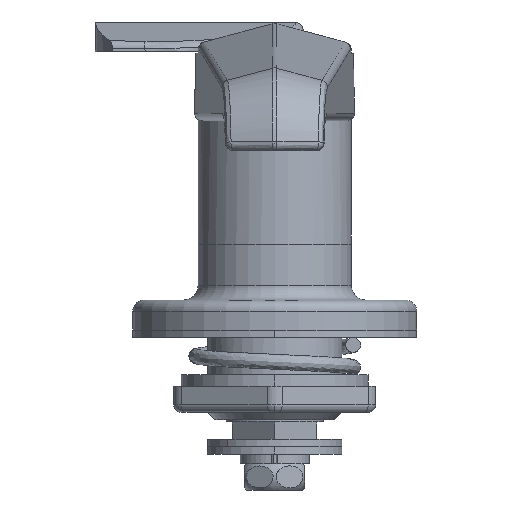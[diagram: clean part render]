
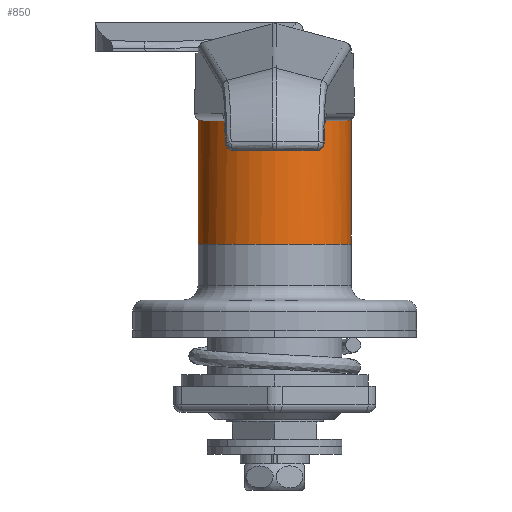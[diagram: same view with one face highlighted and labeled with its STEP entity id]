
A CAD part, front view. The second image highlights one B-rep face of the part: STEP entity #850.
In plain terms, the highlighted cylindrical face has radius 10.25 mm (diameter 20.5 mm), a partial arc.
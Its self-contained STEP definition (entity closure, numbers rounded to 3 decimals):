
#517 = LINE ( 'NONE', #518, #8344 ) ;
#518 = CARTESIAN_POINT ( 'NONE',  ( 10.25, 0., 2. ) ) ;
#519 = DIRECTION ( 'NONE',  ( 0., 0., 1. ) ) ;
#538 = LINE ( 'NONE', #539, #8346 ) ;
#539 = CARTESIAN_POINT ( 'NONE',  ( -10.25, 0., 2. ) ) ;
#540 = DIRECTION ( 'NONE',  ( 0., 0., 1. ) ) ;
#593 = CIRCLE ( 'NONE', #6280, 10.25 ) ;
#850 = ADVANCED_FACE ( 'NONE', ( #6205 ), #6206, .T. ) ;
#887 = CIRCLE ( 'NONE', #5986, 10.25 ) ;
#2402 = EDGE_LOOP ( 'NONE', ( #12562, #12563, #12561, #12565, #12564, #12566, #12567, #12568 ) ) ;
#2836 = CARTESIAN_POINT ( 'NONE',  ( 0., 0., 2. ) ) ;
#2837 = DIRECTION ( 'NONE',  ( 0., 0., 1. ) ) ;
#2838 = DIRECTION ( 'NONE',  ( 1., 0., 0. ) ) ;
#2963 = CARTESIAN_POINT ( 'NONE',  ( 10.25, 0., -16.5 ) ) ;
#2989 = CARTESIAN_POINT ( 'NONE',  ( 10.238, -0.496, 0.175 ) ) ;
#2994 = CARTESIAN_POINT ( 'NONE',  ( -10.238, -0.496, 0.175 ) ) ;
#3025 = CARTESIAN_POINT ( 'NONE',  ( 10.25, 0., 0.165 ) ) ;
#3060 = CARTESIAN_POINT ( 'NONE',  ( -10.25, 0., 0.165 ) ) ;
#3224 = CARTESIAN_POINT ( 'NONE',  ( -10.25, 0., -16.5 ) ) ;
#3229 = CARTESIAN_POINT ( 'NONE',  ( -9.45, -3.971, 0. ) ) ;
#3240 = CARTESIAN_POINT ( 'NONE',  ( 9.45, -3.971, 0. ) ) ;
#3434 = CARTESIAN_POINT ( 'NONE',  ( 10.238, -0.496, 0.175 ) ) ;
#3435 = CARTESIAN_POINT ( 'NONE',  ( 10.246, -0.33, 0.174 ) ) ;
#3436 = CARTESIAN_POINT ( 'NONE',  ( 10.25, -0.165, 0.17 ) ) ;
#3437 = CARTESIAN_POINT ( 'NONE',  ( 10.25, 0., 0.165 ) ) ;
#3438 = CARTESIAN_POINT ( 'NONE',  ( -10.25, 0., 0.165 ) ) ;
#3439 = CARTESIAN_POINT ( 'NONE',  ( -10.25, -0.165, 0.17 ) ) ;
#3440 = CARTESIAN_POINT ( 'NONE',  ( -10.246, -0.33, 0.174 ) ) ;
#3441 = CARTESIAN_POINT ( 'NONE',  ( -10.238, -0.496, 0.175 ) ) ;
#3453 = CARTESIAN_POINT ( 'NONE',  ( 0., 0., 0. ) ) ;
#3454 = DIRECTION ( 'NONE',  ( 0., 0., 1. ) ) ;
#3455 = DIRECTION ( 'NONE',  ( -1., 0., 0. ) ) ;
#3872 = CARTESIAN_POINT ( 'NONE',  ( 9.45, -3.971, 0. ) ) ;
#3873 = CARTESIAN_POINT ( 'NONE',  ( 9.683, -3.416, 0. ) ) ;
#3875 = CARTESIAN_POINT ( 'NONE',  ( 9.864, -2.85, 0.054 ) ) ;
#3876 = CARTESIAN_POINT ( 'NONE',  ( 10.062, -1.979, 0.123 ) ) ;
#3877 = CARTESIAN_POINT ( 'NONE',  ( 10.115, -1.684, 0.145 ) ) ;
#3879 = CARTESIAN_POINT ( 'NONE',  ( 10.196, -1.089, 0.172 ) ) ;
#3880 = CARTESIAN_POINT ( 'NONE',  ( 10.224, -0.792, 0.179 ) ) ;
#3881 = CARTESIAN_POINT ( 'NONE',  ( 10.238, -0.496, 0.175 ) ) ;
#3947 = CARTESIAN_POINT ( 'NONE',  ( -10.238, -0.496, 0.175 ) ) ;
#3948 = CARTESIAN_POINT ( 'NONE',  ( -10.209, -1.098, 0.182 ) ) ;
#3949 = CARTESIAN_POINT ( 'NONE',  ( -10.128, -1.687, 0.146 ) ) ;
#3951 = CARTESIAN_POINT ( 'NONE',  ( -9.931, -2.556, 0.078 ) ) ;
#3952 = CARTESIAN_POINT ( 'NONE',  ( -9.852, -2.843, 0.053 ) ) ;
#3953 = CARTESIAN_POINT ( 'NONE',  ( -9.67, -3.412, 0.014 ) ) ;
#3955 = CARTESIAN_POINT ( 'NONE',  ( -9.566, -3.695, 0. ) ) ;
#3956 = CARTESIAN_POINT ( 'NONE',  ( -9.45, -3.971, 0. ) ) ;
#4502 = VERTEX_POINT ( 'NONE', #2963 ) ;
#4528 = VERTEX_POINT ( 'NONE', #2989 ) ;
#4533 = VERTEX_POINT ( 'NONE', #2994 ) ;
#4564 = VERTEX_POINT ( 'NONE', #3025 ) ;
#4599 = VERTEX_POINT ( 'NONE', #3060 ) ;
#4763 = VERTEX_POINT ( 'NONE', #3224 ) ;
#4768 = VERTEX_POINT ( 'NONE', #3229 ) ;
#4779 = VERTEX_POINT ( 'NONE', #3240 ) ;
#5986 = AXIS2_PLACEMENT_3D ( 'NONE', #3453, #3454, #3455 ) ;
#6205 = FACE_OUTER_BOUND ( 'NONE', #2402, .T. ) ;
#6206 = CYLINDRICAL_SURFACE ( 'NONE', #6432, 10.25 ) ;
#6280 = AXIS2_PLACEMENT_3D ( 'NONE', #11400, #11401, #11402 ) ;
#6432 = AXIS2_PLACEMENT_3D ( 'NONE', #2836, #2837, #2838 ) ;
#8344 = VECTOR ( 'NONE', #519, 1000. ) ;
#8346 = VECTOR ( 'NONE', #540, 1000. ) ;
#10148 = EDGE_CURVE ( 'NONE', #4763, #4502, #593, .T. ) ;
#10246 = EDGE_CURVE ( 'NONE', #4528, #4564, #11844, .T. ) ;
#10247 = EDGE_CURVE ( 'NONE', #4599, #4533, #11845, .T. ) ;
#10251 = EDGE_CURVE ( 'NONE', #4768, #4779, #887, .T. ) ;
#10297 = EDGE_CURVE ( 'NONE', #4779, #4528, #11865, .T. ) ;
#10311 = EDGE_CURVE ( 'NONE', #4533, #4768, #11870, .T. ) ;
#10539 = EDGE_CURVE ( 'NONE', #4502, #4564, #517, .T. ) ;
#10544 = EDGE_CURVE ( 'NONE', #4763, #4599, #538, .T. ) ;
#11400 = CARTESIAN_POINT ( 'NONE',  ( 0., 0., -16.5 ) ) ;
#11401 = DIRECTION ( 'NONE',  ( 0., 0., 1. ) ) ;
#11402 = DIRECTION ( 'NONE',  ( 1., 0., 0. ) ) ;
#11844 = B_SPLINE_CURVE_WITH_KNOTS ( 'NONE', 3,
 ( #3434, #3435, #3436, #3437 ),
 .UNSPECIFIED., .F., .F.,
 ( 4, 4 ),
 ( 0., 0. ),
 .UNSPECIFIED. ) ;
#11845 = B_SPLINE_CURVE_WITH_KNOTS ( 'NONE', 3,
 ( #3438, #3439, #3440, #3441 ),
 .UNSPECIFIED., .F., .F.,
 ( 4, 4 ),
 ( 0.003, 0.004 ),
 .UNSPECIFIED. ) ;
#11865 = B_SPLINE_CURVE_WITH_KNOTS ( 'NONE', 3,
 ( #3872, #3873, #3875, #3876, #3877, #3879, #3880, #3881 ),
 .UNSPECIFIED., .F., .F.,
 ( 4, 2, 2, 4 ),
 ( 0.011, 0.013, 0.014, 0.015 ),
 .UNSPECIFIED. ) ;
#11870 = B_SPLINE_CURVE_WITH_KNOTS ( 'NONE', 3,
 ( #3947, #3948, #3949, #3951, #3952, #3953, #3955, #3956 ),
 .UNSPECIFIED., .F., .F.,
 ( 4, 2, 2, 4 ),
 ( 0.002, 0.004, 0.005, 0.006 ),
 .UNSPECIFIED. ) ;
#12561 = ORIENTED_EDGE ( 'NONE', *, *, #10539, .T. ) ;
#12562 = ORIENTED_EDGE ( 'NONE', *, *, #10544, .F. ) ;
#12563 = ORIENTED_EDGE ( 'NONE', *, *, #10148, .T. ) ;
#12564 = ORIENTED_EDGE ( 'NONE', *, *, #10297, .F. ) ;
#12565 = ORIENTED_EDGE ( 'NONE', *, *, #10246, .F. ) ;
#12566 = ORIENTED_EDGE ( 'NONE', *, *, #10251, .F. ) ;
#12567 = ORIENTED_EDGE ( 'NONE', *, *, #10311, .F. ) ;
#12568 = ORIENTED_EDGE ( 'NONE', *, *, #10247, .F. ) ;
